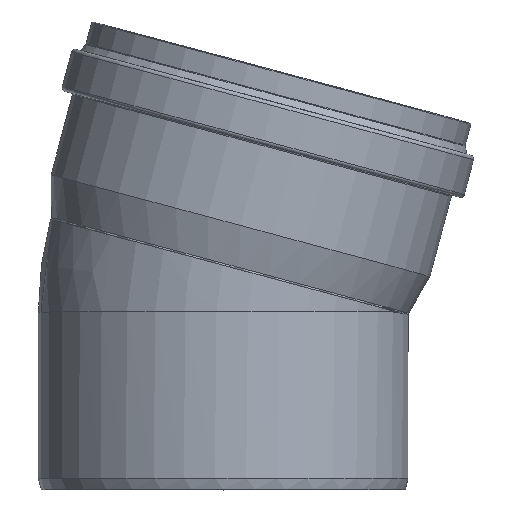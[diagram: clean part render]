
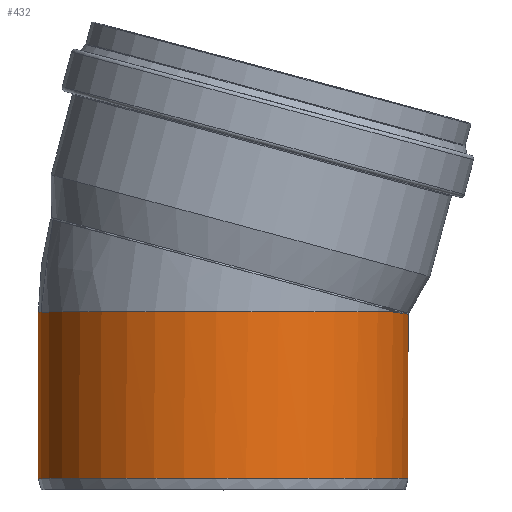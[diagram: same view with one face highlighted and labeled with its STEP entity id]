
A CAD part, top view. The second image highlights one B-rep face of the part: STEP entity #432.
In plain terms, the highlighted cylindrical face has radius 200.25 mm (diameter 400.5 mm), a full revolution.
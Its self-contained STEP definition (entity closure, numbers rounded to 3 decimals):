
#36=CYLINDRICAL_SURFACE('',#480,200.25);
#46=ELLIPSE('',#473,202.065,200.25);
#54=FACE_BOUND('',#135,.T.);
#93=FACE_OUTER_BOUND('',#134,.T.);
#134=EDGE_LOOP('',(#346));
#135=EDGE_LOOP('',(#347,#348));
#205=CIRCLE('',#471,200.25);
#209=CIRCLE('',#479,200.25);
#244=VERTEX_POINT('',#711);
#246=VERTEX_POINT('',#743);
#248=VERTEX_POINT('',#752);
#285=EDGE_CURVE('',#244,#244,#205,.T.);
#288=EDGE_CURVE('',#246,#248,#46,.T.);
#295=EDGE_CURVE('',#248,#246,#209,.T.);
#346=ORIENTED_EDGE('',*,*,#285,.T.);
#347=ORIENTED_EDGE('',*,*,#288,.F.);
#348=ORIENTED_EDGE('',*,*,#295,.F.);
#432=ADVANCED_FACE('',(#93,#54),#36,.T.);
#471=AXIS2_PLACEMENT_3D('',#712,#553,#554);
#473=AXIS2_PLACEMENT_3D('',#753,#557,#558);
#479=AXIS2_PLACEMENT_3D('',#830,#569,#570);
#480=AXIS2_PLACEMENT_3D('',#831,#571,#572);
#553=DIRECTION('center_axis',(0.,1.,0.));
#554=DIRECTION('ref_axis',(1.,0.,0.));
#557=DIRECTION('center_axis',(0.134,0.991,0.));
#558=DIRECTION('ref_axis',(0.991,-0.134,0.));
#569=DIRECTION('center_axis',(0.,1.,0.));
#570=DIRECTION('ref_axis',(1.,0.,0.));
#571=DIRECTION('center_axis',(0.,1.,0.));
#572=DIRECTION('ref_axis',(1.,0.,0.));
#711=CARTESIAN_POINT('',(-200.25,12.,0.));
#712=CARTESIAN_POINT('Origin',(0.,12.,0.));
#743=CARTESIAN_POINT('',(183.176,192.117,80.91));
#752=CARTESIAN_POINT('',(183.176,192.117,-80.91));
#753=CARTESIAN_POINT('Origin',(0.,216.834,0.));
#830=CARTESIAN_POINT('Origin',(0.,192.117,0.));
#831=CARTESIAN_POINT('Origin',(0.,0.,0.));
